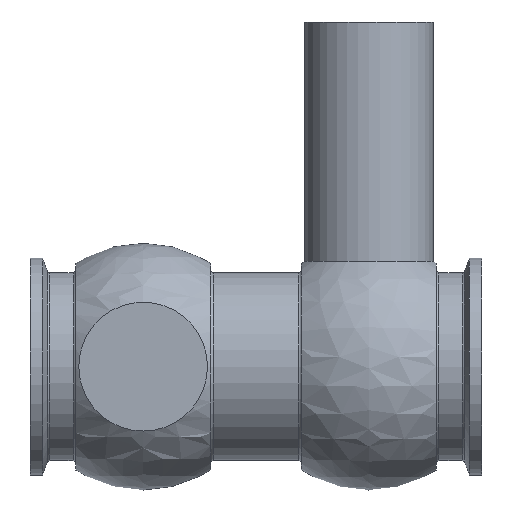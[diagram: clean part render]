
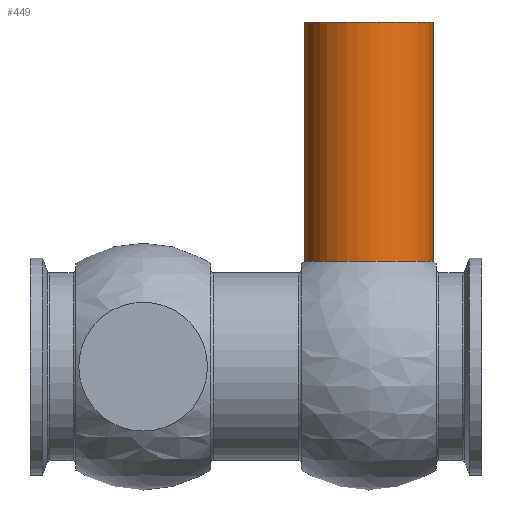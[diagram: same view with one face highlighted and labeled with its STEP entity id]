
A CAD part, left-side view. The second image highlights one B-rep face of the part: STEP entity #449.
In plain terms, the highlighted cylindrical face has radius 19.05 mm (diameter 38.1 mm), a full revolution.
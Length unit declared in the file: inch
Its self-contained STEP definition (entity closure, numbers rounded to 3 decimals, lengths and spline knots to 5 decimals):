
#32=LINE('',#779,#42);
#42=VECTOR('',#600,0.75);
#52=CYLINDRICAL_SURFACE('',#501,0.75);
#70=FACE_OUTER_BOUND('',#99,.T.);
#99=EDGE_LOOP('',(#316,#317,#318,#319,#320,#321));
#132=CIRCLE('',#496,0.75);
#133=CIRCLE('',#497,0.75);
#137=CIRCLE('',#502,0.75);
#138=CIRCLE('',#503,0.75);
#190=VERTEX_POINT('',#764);
#191=VERTEX_POINT('',#765);
#195=VERTEX_POINT('',#775);
#196=VERTEX_POINT('',#776);
#242=EDGE_CURVE('',#190,#191,#132,.T.);
#243=EDGE_CURVE('',#191,#190,#133,.T.);
#247=EDGE_CURVE('',#195,#196,#137,.T.);
#248=EDGE_CURVE('',#196,#195,#138,.T.);
#249=EDGE_CURVE('',#196,#191,#32,.T.);
#316=ORIENTED_EDGE('',*,*,#247,.F.);
#317=ORIENTED_EDGE('',*,*,#248,.F.);
#318=ORIENTED_EDGE('',*,*,#249,.T.);
#319=ORIENTED_EDGE('',*,*,#243,.T.);
#320=ORIENTED_EDGE('',*,*,#242,.T.);
#321=ORIENTED_EDGE('',*,*,#249,.F.);
#449=ADVANCED_FACE('',(#70),#52,.T.);
#496=AXIS2_PLACEMENT_3D('',#766,#584,#585);
#497=AXIS2_PLACEMENT_3D('',#767,#586,#587);
#501=AXIS2_PLACEMENT_3D('',#774,#594,#595);
#502=AXIS2_PLACEMENT_3D('',#777,#596,#597);
#503=AXIS2_PLACEMENT_3D('',#778,#598,#599);
#584=DIRECTION('center_axis',(0.,0.,1.));
#585=DIRECTION('ref_axis',(-1.,0.,0.));
#586=DIRECTION('center_axis',(0.,0.,1.));
#587=DIRECTION('ref_axis',(-1.,0.,0.));
#594=DIRECTION('center_axis',(0.,0.,1.));
#595=DIRECTION('ref_axis',(1.,0.,0.));
#596=DIRECTION('center_axis',(0.,0.,1.));
#597=DIRECTION('ref_axis',(1.,0.,0.));
#598=DIRECTION('center_axis',(0.,0.,1.));
#599=DIRECTION('ref_axis',(1.,0.,0.));
#600=DIRECTION('',(0.,0.,-1.));
#764=CARTESIAN_POINT('',(0.75,-3.945,1.22575));
#765=CARTESIAN_POINT('',(-0.75,-3.945,1.22575));
#766=CARTESIAN_POINT('Origin',(0.,-3.945,1.22575));
#767=CARTESIAN_POINT('Origin',(0.,-3.945,1.22575));
#774=CARTESIAN_POINT('Origin',(0.,-3.945,-1.43704));
#775=CARTESIAN_POINT('',(0.75,-3.945,4.015));
#776=CARTESIAN_POINT('',(-0.75,-3.945,4.015));
#777=CARTESIAN_POINT('Origin',(0.,-3.945,4.015));
#778=CARTESIAN_POINT('Origin',(0.,-3.945,4.015));
#779=CARTESIAN_POINT('',(-0.75,-3.945,-1.43704));
